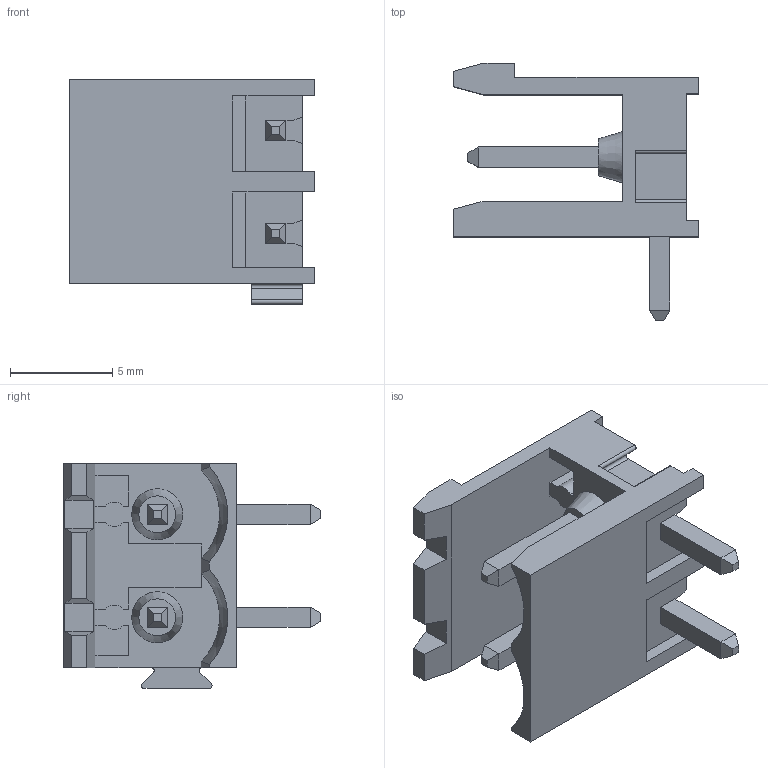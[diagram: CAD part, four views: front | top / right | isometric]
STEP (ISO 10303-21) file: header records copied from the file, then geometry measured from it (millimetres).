
FILE_DESCRIPTION(('STEP AP214'),'1');
FILE_NAME('PV02-5-H-M.stp','2020-12-16T15:26:15',(' '),(' '),'Spatial InterOp 3D',' ',' ');
FILE_SCHEMA(('AUTOMOTIVE_DESIGN { 1 0 10303 214 1 1 1 1 }'));
Length unit declared in the file: metre
Products named in the file (1): 1608133177
Bounding box: 12 x 12.6 x 11 mm (x, y, z)
Volume: 390.1 mm3; surface area: 882.6 mm2
Topology: 1 solids, 1 shells, 161 faces, 434 edges, 279 vertices
Faces by surface type: plane 141, cylinder 16, cone 4
Entity records: 6228 total; most frequent: CARTESIAN_POINT 883, ORIENTED_EDGE 862, DIRECTION 789, EDGE_CURVE 431, LINE 389, VECTOR 389, VERTEX_POINT 278, AXIS2_PLACEMENT_3D 200
